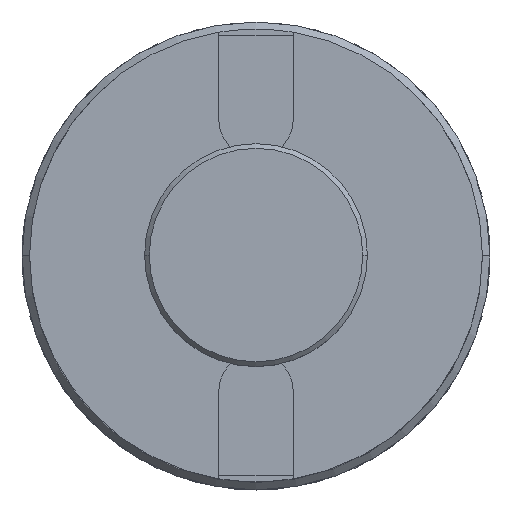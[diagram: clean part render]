
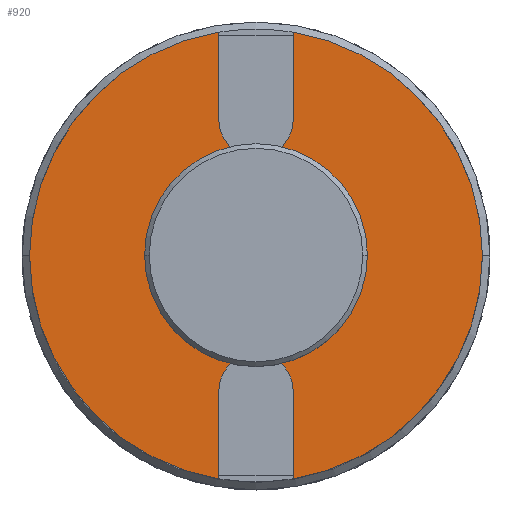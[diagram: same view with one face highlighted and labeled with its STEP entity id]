
A CAD part, top view. The second image highlights one B-rep face of the part: STEP entity #920.
In plain terms, the highlighted planar face has unit normal (0, 0, 1).
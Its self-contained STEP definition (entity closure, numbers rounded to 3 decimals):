
#11 = AXIS2_PLACEMENT_3D ( 'NONE', #132, #870, #1730 ) ;
#59 = VECTOR ( 'NONE', #1831, 1000. ) ;
#77 = CARTESIAN_POINT ( 'NONE',  ( 7.938, -47.729, 105. ) ) ;
#99 = ORIENTED_EDGE ( 'NONE', *, *, #825, .F. ) ;
#111 = CARTESIAN_POINT ( 'NONE',  ( -7.937, -28.938, 105. ) ) ;
#121 = DIRECTION ( 'NONE',  ( 0., -1., 0. ) ) ;
#126 = PLANE ( 'NONE',  #11 ) ;
#132 = CARTESIAN_POINT ( 'NONE',  ( 0., 48.385, 105. ) ) ;
#133 = CARTESIAN_POINT ( 'NONE',  ( 0., 0., 105. ) ) ;
#152 = EDGE_CURVE ( 'NONE', #1196, #182, #307, .T. ) ;
#174 = CARTESIAN_POINT ( 'NONE',  ( 0., 28.938, 105. ) ) ;
#182 = VERTEX_POINT ( 'NONE', #244 ) ;
#194 = VECTOR ( 'NONE', #1656, 1000. ) ;
#196 = DIRECTION ( 'NONE',  ( -1., 0., 0. ) ) ;
#202 = CARTESIAN_POINT ( 'NONE',  ( 7.938, -47., 105. ) ) ;
#208 = FACE_BOUND ( 'NONE', #2109, .T. ) ;
#226 = ORIENTED_EDGE ( 'NONE', *, *, #152, .F. ) ;
#235 = CARTESIAN_POINT ( 'NONE',  ( -7.937, 28.938, 105. ) ) ;
#243 = EDGE_LOOP ( 'NONE', ( #775, #1621, #1981, #2128, #247, #226, #874, #1482, #653, #99, #1929, #2163, #1874, #512 ) ) ;
#244 = CARTESIAN_POINT ( 'NONE',  ( -7.937, -28.938, 105. ) ) ;
#247 = ORIENTED_EDGE ( 'NONE', *, *, #1526, .F. ) ;
#249 = CIRCLE ( 'NONE', #742, 7.938 ) ;
#257 = LINE ( 'NONE', #111, #2076 ) ;
#262 = CARTESIAN_POINT ( 'NONE',  ( 7.938, 47.729, 105. ) ) ;
#307 = CIRCLE ( 'NONE', #827, 7.938 ) ;
#318 = EDGE_CURVE ( 'NONE', #2073, #524, #2207, .T. ) ;
#345 = CARTESIAN_POINT ( 'NONE',  ( 7.938, 54.966, 105. ) ) ;
#369 = LINE ( 'NONE', #1898, #1573 ) ;
#381 = CARTESIAN_POINT ( 'NONE',  ( 0., 0., 105. ) ) ;
#436 = DIRECTION ( 'NONE',  ( 0., 0., -1. ) ) ;
#450 = DIRECTION ( 'NONE',  ( 0., -1., 0. ) ) ;
#460 = EDGE_CURVE ( 'NONE', #1288, #886, #1626, .T. ) ;
#484 = VERTEX_POINT ( 'NONE', #1772 ) ;
#496 = DIRECTION ( 'NONE',  ( 0., 1., 0. ) ) ;
#502 = AXIS2_PLACEMENT_3D ( 'NONE', #2164, #1110, #1275 ) ;
#506 = AXIS2_PLACEMENT_3D ( 'NONE', #615, #436, #1673 ) ;
#512 = ORIENTED_EDGE ( 'NONE', *, *, #1027, .T. ) ;
#524 = VERTEX_POINT ( 'NONE', #2132 ) ;
#530 = VECTOR ( 'NONE', #1363, 1000. ) ;
#539 = DIRECTION ( 'NONE',  ( 0., 0., -1. ) ) ;
#596 = CARTESIAN_POINT ( 'NONE',  ( 7.937, 48.385, 105. ) ) ;
#602 = CIRCLE ( 'NONE', #502, 19.05 ) ;
#615 = CARTESIAN_POINT ( 'NONE',  ( 0., 0., 105. ) ) ;
#636 = VERTEX_POINT ( 'NONE', #235 ) ;
#653 = ORIENTED_EDGE ( 'NONE', *, *, #756, .F. ) ;
#655 = VERTEX_POINT ( 'NONE', #1971 ) ;
#664 = DIRECTION ( 'NONE',  ( 0., 0., -1. ) ) ;
#700 = LINE ( 'NONE', #345, #530 ) ;
#730 = LINE ( 'NONE', #596, #59 ) ;
#742 = AXIS2_PLACEMENT_3D ( 'NONE', #174, #2086, #1368 ) ;
#745 = VECTOR ( 'NONE', #450, 1000. ) ;
#756 = EDGE_CURVE ( 'NONE', #1612, #1381, #1660, .T. ) ;
#758 = CIRCLE ( 'NONE', #1723, 48.385 ) ;
#768 = CARTESIAN_POINT ( 'NONE',  ( 7.938, -28.938, 105. ) ) ;
#775 = ORIENTED_EDGE ( 'NONE', *, *, #1129, .F. ) ;
#796 = EDGE_CURVE ( 'NONE', #1381, #1041, #730, .T. ) ;
#825 = EDGE_CURVE ( 'NONE', #1377, #1612, #758, .T. ) ;
#827 = AXIS2_PLACEMENT_3D ( 'NONE', #1972, #1804, #1094 ) ;
#870 = DIRECTION ( 'NONE',  ( 0., 0., 1. ) ) ;
#874 = ORIENTED_EDGE ( 'NONE', *, *, #2122, .F. ) ;
#886 = VERTEX_POINT ( 'NONE', #1514 ) ;
#905 = VERTEX_POINT ( 'NONE', #1002 ) ;
#920 = ADVANCED_FACE ( 'NONE', ( #2101, #208 ), #126, .T. ) ;
#951 = ORIENTED_EDGE ( 'NONE', *, *, #2157, .T. ) ;
#973 = EDGE_CURVE ( 'NONE', #655, #1377, #700, .T. ) ;
#991 = DIRECTION ( 'NONE',  ( -1., 0., 0. ) ) ;
#1002 = CARTESIAN_POINT ( 'NONE',  ( 7.938, 28.938, 105. ) ) ;
#1027 = EDGE_CURVE ( 'NONE', #636, #1795, #369, .T. ) ;
#1035 = CARTESIAN_POINT ( 'NONE',  ( 48.385, 0., 105. ) ) ;
#1041 = VERTEX_POINT ( 'NONE', #202 ) ;
#1050 = EDGE_CURVE ( 'NONE', #524, #2065, #2185, .T. ) ;
#1094 = DIRECTION ( 'NONE',  ( 1., 0., 0. ) ) ;
#1110 = DIRECTION ( 'NONE',  ( 0., 0., -1. ) ) ;
#1129 = EDGE_CURVE ( 'NONE', #2065, #1795, #1318, .T. ) ;
#1163 = VECTOR ( 'NONE', #2106, 1000. ) ;
#1176 = DIRECTION ( 'NONE',  ( 0., 0., -1. ) ) ;
#1196 = VERTEX_POINT ( 'NONE', #768 ) ;
#1203 = LINE ( 'NONE', #2027, #745 ) ;
#1238 = AXIS2_PLACEMENT_3D ( 'NONE', #2229, #1176, #2053 ) ;
#1275 = DIRECTION ( 'NONE',  ( -1., 0., 0. ) ) ;
#1281 = VECTOR ( 'NONE', #1897, 1000. ) ;
#1288 = VERTEX_POINT ( 'NONE', #1820 ) ;
#1318 = LINE ( 'NONE', #1406, #1163 ) ;
#1362 = CARTESIAN_POINT ( 'NONE',  ( 7.938, 54.966, 105. ) ) ;
#1363 = DIRECTION ( 'NONE',  ( 0., 1., 0. ) ) ;
#1368 = DIRECTION ( 'NONE',  ( -1., 0., 0. ) ) ;
#1377 = VERTEX_POINT ( 'NONE', #262 ) ;
#1381 = VERTEX_POINT ( 'NONE', #77 ) ;
#1406 = CARTESIAN_POINT ( 'NONE',  ( -7.937, 48.385, 105. ) ) ;
#1482 = ORIENTED_EDGE ( 'NONE', *, *, #796, .F. ) ;
#1514 = CARTESIAN_POINT ( 'NONE',  ( 19.05, 0., 105. ) ) ;
#1526 = EDGE_CURVE ( 'NONE', #182, #484, #257, .T. ) ;
#1528 = CARTESIAN_POINT ( 'NONE',  ( -7.937, 47., 105. ) ) ;
#1529 = CARTESIAN_POINT ( 'NONE',  ( 0., 0., 105. ) ) ;
#1573 = VECTOR ( 'NONE', #496, 1000. ) ;
#1609 = DIRECTION ( 'NONE',  ( -1., 0., 0. ) ) ;
#1612 = VERTEX_POINT ( 'NONE', #1035 ) ;
#1621 = ORIENTED_EDGE ( 'NONE', *, *, #1050, .F. ) ;
#1622 = CARTESIAN_POINT ( 'NONE',  ( -7.937, -47.729, 105. ) ) ;
#1626 = CIRCLE ( 'NONE', #1763, 19.05 ) ;
#1656 = DIRECTION ( 'NONE',  ( 0., 1., 0. ) ) ;
#1660 = CIRCLE ( 'NONE', #506, 48.385 ) ;
#1673 = DIRECTION ( 'NONE',  ( -1., 0., 0. ) ) ;
#1723 = AXIS2_PLACEMENT_3D ( 'NONE', #1529, #664, #991 ) ;
#1726 = EDGE_CURVE ( 'NONE', #484, #2073, #1203, .T. ) ;
#1730 = DIRECTION ( 'NONE',  ( 1., 0., 0. ) ) ;
#1748 = AXIS2_PLACEMENT_3D ( 'NONE', #381, #539, #1609 ) ;
#1761 = LINE ( 'NONE', #1362, #1281 ) ;
#1763 = AXIS2_PLACEMENT_3D ( 'NONE', #133, #1939, #196 ) ;
#1766 = ORIENTED_EDGE ( 'NONE', *, *, #460, .T. ) ;
#1772 = CARTESIAN_POINT ( 'NONE',  ( -7.937, -47., 105. ) ) ;
#1795 = VERTEX_POINT ( 'NONE', #1528 ) ;
#1804 = DIRECTION ( 'NONE',  ( 0., 0., 1. ) ) ;
#1820 = CARTESIAN_POINT ( 'NONE',  ( -19.05, 0., 105. ) ) ;
#1829 = EDGE_CURVE ( 'NONE', #905, #655, #1761, .T. ) ;
#1831 = DIRECTION ( 'NONE',  ( 0., 1., 0. ) ) ;
#1835 = CARTESIAN_POINT ( 'NONE',  ( -7.937, 47.729, 105. ) ) ;
#1874 = ORIENTED_EDGE ( 'NONE', *, *, #1968, .F. ) ;
#1897 = DIRECTION ( 'NONE',  ( 0., 1., 0. ) ) ;
#1898 = CARTESIAN_POINT ( 'NONE',  ( -7.938, 48.385, 105. ) ) ;
#1929 = ORIENTED_EDGE ( 'NONE', *, *, #973, .F. ) ;
#1939 = DIRECTION ( 'NONE',  ( 0., 0., -1. ) ) ;
#1968 = EDGE_CURVE ( 'NONE', #636, #905, #249, .T. ) ;
#1971 = CARTESIAN_POINT ( 'NONE',  ( 7.938, 47., 105. ) ) ;
#1972 = CARTESIAN_POINT ( 'NONE',  ( 0., -28.937, 105. ) ) ;
#1981 = ORIENTED_EDGE ( 'NONE', *, *, #318, .F. ) ;
#1982 = LINE ( 'NONE', #2188, #194 ) ;
#2027 = CARTESIAN_POINT ( 'NONE',  ( -7.937, -28.938, 105. ) ) ;
#2053 = DIRECTION ( 'NONE',  ( -1., 0., 0. ) ) ;
#2065 = VERTEX_POINT ( 'NONE', #1835 ) ;
#2073 = VERTEX_POINT ( 'NONE', #1622 ) ;
#2076 = VECTOR ( 'NONE', #121, 1000. ) ;
#2086 = DIRECTION ( 'NONE',  ( 0., 0., 1. ) ) ;
#2101 = FACE_OUTER_BOUND ( 'NONE', #243, .T. ) ;
#2106 = DIRECTION ( 'NONE',  ( 0., -1., 0. ) ) ;
#2109 = EDGE_LOOP ( 'NONE', ( #1766, #951 ) ) ;
#2122 = EDGE_CURVE ( 'NONE', #1041, #1196, #1982, .T. ) ;
#2128 = ORIENTED_EDGE ( 'NONE', *, *, #1726, .F. ) ;
#2132 = CARTESIAN_POINT ( 'NONE',  ( -48.385, 0., 105. ) ) ;
#2157 = EDGE_CURVE ( 'NONE', #886, #1288, #602, .T. ) ;
#2163 = ORIENTED_EDGE ( 'NONE', *, *, #1829, .F. ) ;
#2164 = CARTESIAN_POINT ( 'NONE',  ( 0., 0., 105. ) ) ;
#2185 = CIRCLE ( 'NONE', #1748, 48.385 ) ;
#2188 = CARTESIAN_POINT ( 'NONE',  ( 7.938, 48.385, 105. ) ) ;
#2207 = CIRCLE ( 'NONE', #1238, 48.385 ) ;
#2229 = CARTESIAN_POINT ( 'NONE',  ( 0., 0., 105. ) ) ;
